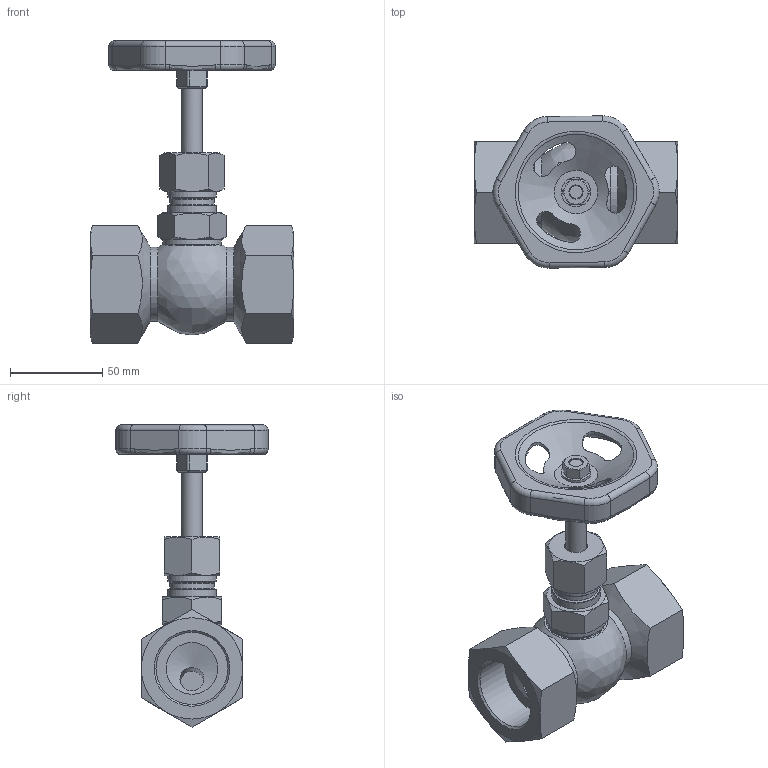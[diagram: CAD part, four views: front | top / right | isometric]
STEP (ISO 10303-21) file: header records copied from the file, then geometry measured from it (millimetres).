
FILE_DESCRIPTION( ( 'Unknown' ), '1' );
FILE_NAME( '10110101.stp', 'Unknown', ( 'Peter Nanko' ), ( 'Armaturen Arndt' ), 'PSStep 14.0', 'Solid Edge ST4', ' ' );
FILE_SCHEMA( ( 'AUTOMOTIVE_DESIGN { 1 0 10303 214 1 1 1 1 }' ) );
Length unit declared in the file: millimetre
Products named in the file (1): ÜMM8X
Bounding box: 110 x 82.31 x 163.45 mm (x, y, z)
Volume: 250095.4 mm3; surface area: 58629.7 mm2
Topology: 1 solids, 1 shells, 215 faces, 539 edges, 331 vertices
Faces by surface type: plane 92, cylinder 68, cone 29, torus 15, bspline 7, sphere 4
Full cylindrical faces by diameter (mm): 11 x1, 12 x1, 13 x1, 15.8 x1, 22 x1, 23.8 x1, 26.3 x1, 26.441 x1, 31.5 x1, 32 x1, 32.3 x1, 38.952 x2, 40 x2, 80 x1
Entity records: 9438 total; most frequent: CARTESIAN_POINT 2912, DIRECTION 992, ORIENTED_EDGE 956, EDGE_CURVE 478, AXIS2_PLACEMENT_3D 403, VERTEX_POINT 314, EDGE_LOOP 278, FACE_OUTER_BOUND 235
